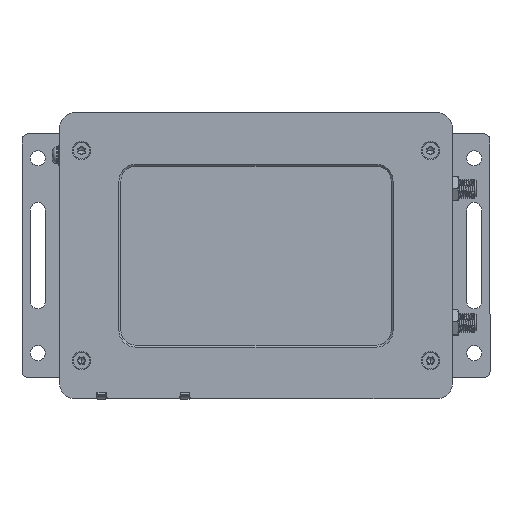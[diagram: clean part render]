
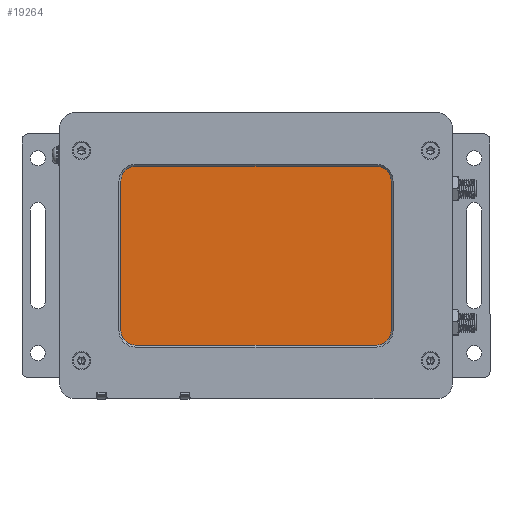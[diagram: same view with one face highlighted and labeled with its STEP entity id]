
A CAD part, front view. The second image highlights one B-rep face of the part: STEP entity #19264.
In plain terms, the highlighted face is planar.
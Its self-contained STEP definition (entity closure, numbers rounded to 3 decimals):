
#307 = EDGE_CURVE ( 'NONE', #9793, #108808, #89300, .T. ) ;
#1452 = CARTESIAN_POINT ( 'NONE',  ( -39.5, -0.6, 24.5 ) ) ;
#1975 = VERTEX_POINT ( 'NONE', #11421 ) ;
#2852 = LINE ( 'NONE', #102741, #40599 ) ;
#3653 = DIRECTION ( 'NONE',  ( 0., 1., 0. ) ) ;
#4610 = CIRCLE ( 'NONE', #53954, 4.9 ) ;
#5495 = DIRECTION ( 'NONE',  ( 0., 1., 0. ) ) ;
#6109 = AXIS2_PLACEMENT_3D ( 'NONE', #67954, #5495, #132478 ) ;
#6202 = EDGE_CURVE ( 'NONE', #108808, #54643, #135543, .T. ) ;
#9793 = VERTEX_POINT ( 'NONE', #37457 ) ;
#11421 = CARTESIAN_POINT ( 'NONE',  ( -39.5, -0.6, 29.4 ) ) ;
#12349 = DIRECTION ( 'NONE',  ( -1., 0., 0. ) ) ;
#14263 = DIRECTION ( 'NONE',  ( 0., 0., 1. ) ) ;
#19264 = ADVANCED_FACE ( 'NONE', ( #57062 ), #24311, .T. ) ;
#20372 = DIRECTION ( 'NONE',  ( 0., 1., 0. ) ) ;
#24311 = PLANE ( 'NONE',  #53945 ) ;
#24730 = ORIENTED_EDGE ( 'NONE', *, *, #6202, .T. ) ;
#25054 = EDGE_CURVE ( 'NONE', #35402, #45548, #27885, .T. ) ;
#25193 = DIRECTION ( 'NONE',  ( 0., 0., 1. ) ) ;
#26375 = ORIENTED_EDGE ( 'NONE', *, *, #33907, .T. ) ;
#27885 = CIRCLE ( 'NONE', #6109, 4.9 ) ;
#30527 = VECTOR ( 'NONE', #25193, 1000. ) ;
#30572 = CARTESIAN_POINT ( 'NONE',  ( -44.4, -0.6, 24.5 ) ) ;
#30627 = AXIS2_PLACEMENT_3D ( 'NONE', #112084, #91477, #123087 ) ;
#30919 = VERTEX_POINT ( 'NONE', #114410 ) ;
#32609 = DIRECTION ( 'NONE',  ( 0., 0., -1. ) ) ;
#33496 = AXIS2_PLACEMENT_3D ( 'NONE', #113852, #20372, #62570 ) ;
#33907 = EDGE_CURVE ( 'NONE', #30919, #9793, #121810, .T. ) ;
#35402 = VERTEX_POINT ( 'NONE', #47664 ) ;
#37457 = CARTESIAN_POINT ( 'NONE',  ( -39.5, -0.6, -29.4 ) ) ;
#40599 = VECTOR ( 'NONE', #81723, 1000. ) ;
#45548 = VERTEX_POINT ( 'NONE', #94577 ) ;
#47664 = CARTESIAN_POINT ( 'NONE',  ( 39.5, -0.6, 29.4 ) ) ;
#48108 = EDGE_CURVE ( 'NONE', #54643, #1975, #4610, .T. ) ;
#50866 = CARTESIAN_POINT ( 'NONE',  ( 44.4, -0.6, -24.5 ) ) ;
#53945 = AXIS2_PLACEMENT_3D ( 'NONE', #76168, #3653, #14263 ) ;
#53954 = AXIS2_PLACEMENT_3D ( 'NONE', #1452, #107784, #65257 ) ;
#54579 = VECTOR ( 'NONE', #12349, 1000. ) ;
#54643 = VERTEX_POINT ( 'NONE', #30572 ) ;
#55222 = ORIENTED_EDGE ( 'NONE', *, *, #25054, .T. ) ;
#55820 = ORIENTED_EDGE ( 'NONE', *, *, #96163, .T. ) ;
#57062 = FACE_OUTER_BOUND ( 'NONE', #62347, .T. ) ;
#62347 = EDGE_LOOP ( 'NONE', ( #75901, #24730, #90318, #87883, #55222, #55820, #77752, #26375 ) ) ;
#62570 = DIRECTION ( 'NONE',  ( 0., 0., 1. ) ) ;
#63122 = EDGE_CURVE ( 'NONE', #1975, #35402, #2852, .T. ) ;
#64818 = CARTESIAN_POINT ( 'NONE',  ( 44.4, -0.6, 24.5 ) ) ;
#65257 = DIRECTION ( 'NONE',  ( 0., 0., 1. ) ) ;
#66465 = LINE ( 'NONE', #64818, #133610 ) ;
#67954 = CARTESIAN_POINT ( 'NONE',  ( 39.5, -0.6, 24.5 ) ) ;
#75901 = ORIENTED_EDGE ( 'NONE', *, *, #307, .T. ) ;
#76168 = CARTESIAN_POINT ( 'NONE',  ( -39.5, -0.6, 24.5 ) ) ;
#76278 = EDGE_CURVE ( 'NONE', #135886, #30919, #120739, .T. ) ;
#77752 = ORIENTED_EDGE ( 'NONE', *, *, #76278, .T. ) ;
#81723 = DIRECTION ( 'NONE',  ( 1., 0., 0. ) ) ;
#86550 = CARTESIAN_POINT ( 'NONE',  ( -39.5, -0.6, -29.4 ) ) ;
#87883 = ORIENTED_EDGE ( 'NONE', *, *, #63122, .T. ) ;
#89300 = CIRCLE ( 'NONE', #30627, 4.9 ) ;
#90318 = ORIENTED_EDGE ( 'NONE', *, *, #48108, .T. ) ;
#91477 = DIRECTION ( 'NONE',  ( 0., 1., 0. ) ) ;
#94577 = CARTESIAN_POINT ( 'NONE',  ( 44.4, -0.6, 24.5 ) ) ;
#94866 = CARTESIAN_POINT ( 'NONE',  ( -44.4, -0.6, -24.5 ) ) ;
#96163 = EDGE_CURVE ( 'NONE', #45548, #135886, #66465, .T. ) ;
#102741 = CARTESIAN_POINT ( 'NONE',  ( -39.5, -0.6, 29.4 ) ) ;
#107784 = DIRECTION ( 'NONE',  ( 0., 1., 0. ) ) ;
#108646 = CARTESIAN_POINT ( 'NONE',  ( -44.4, -0.6, 24.5 ) ) ;
#108808 = VERTEX_POINT ( 'NONE', #94866 ) ;
#112084 = CARTESIAN_POINT ( 'NONE',  ( -39.5, -0.6, -24.5 ) ) ;
#113852 = CARTESIAN_POINT ( 'NONE',  ( 39.5, -0.6, -24.5 ) ) ;
#114410 = CARTESIAN_POINT ( 'NONE',  ( 39.5, -0.6, -29.4 ) ) ;
#120739 = CIRCLE ( 'NONE', #33496, 4.9 ) ;
#121810 = LINE ( 'NONE', #86550, #54579 ) ;
#123087 = DIRECTION ( 'NONE',  ( 0., 0., 1. ) ) ;
#132478 = DIRECTION ( 'NONE',  ( 0., 0., 1. ) ) ;
#133610 = VECTOR ( 'NONE', #32609, 1000. ) ;
#135543 = LINE ( 'NONE', #108646, #30527 ) ;
#135886 = VERTEX_POINT ( 'NONE', #50866 ) ;
